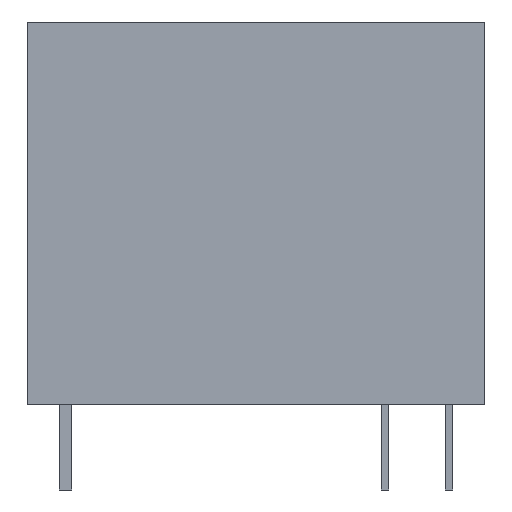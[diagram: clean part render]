
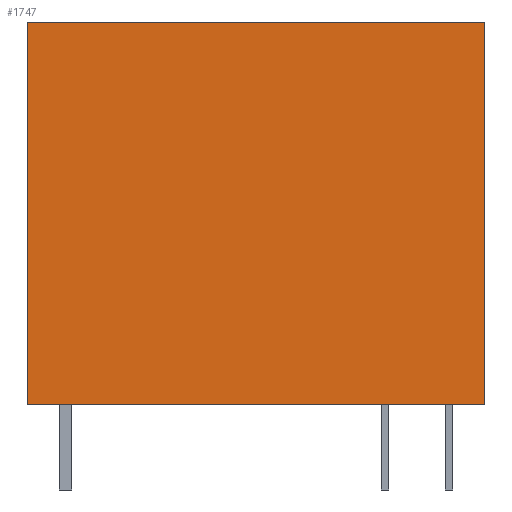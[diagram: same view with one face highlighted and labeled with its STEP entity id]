
A CAD part, front view. The second image highlights one B-rep face of the part: STEP entity #1747.
In plain terms, the highlighted planar face has unit normal (0, -1, 0).
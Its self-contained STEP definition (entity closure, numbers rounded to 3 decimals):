
#22 = ORIENTED_EDGE ( 'NONE', *, *, #2375, .F. ) ;
#324 = CARTESIAN_POINT ( 'NONE',  ( 9.1, -5.1, 14.8 ) ) ;
#330 = CARTESIAN_POINT ( 'NONE',  ( -9.1, -5.1, 14.8 ) ) ;
#1475 = VECTOR ( 'NONE', #13351, 1000. ) ;
#1747 = ADVANCED_FACE ( 'NONE', ( #13866 ), #7948, .F. ) ;
#1754 = VECTOR ( 'NONE', #13871, 1000. ) ;
#2375 = EDGE_CURVE ( 'NONE', #12549, #3036, #4022, .T. ) ;
#3024 = LINE ( 'NONE', #8712, #1475 ) ;
#3036 = VERTEX_POINT ( 'NONE', #3269 ) ;
#3269 = CARTESIAN_POINT ( 'NONE',  ( 9.1, -5.1, -0.4 ) ) ;
#3541 = DIRECTION ( 'NONE',  ( 0., 1., 0. ) ) ;
#3611 = CARTESIAN_POINT ( 'NONE',  ( -9.1, -5.1, 14.8 ) ) ;
#4022 = LINE ( 'NONE', #324, #5840 ) ;
#4616 = CARTESIAN_POINT ( 'NONE',  ( -9.1, -5.1, -0.4 ) ) ;
#4820 = LINE ( 'NONE', #11677, #1754 ) ;
#4850 = ORIENTED_EDGE ( 'NONE', *, *, #11886, .T. ) ;
#5697 = VERTEX_POINT ( 'NONE', #4616 ) ;
#5735 = CARTESIAN_POINT ( 'NONE',  ( -9.1, -5.1, 14.8 ) ) ;
#5840 = VECTOR ( 'NONE', #14339, 1000. ) ;
#6450 = ORIENTED_EDGE ( 'NONE', *, *, #11650, .F. ) ;
#7948 = PLANE ( 'NONE',  #8040 ) ;
#8040 = AXIS2_PLACEMENT_3D ( 'NONE', #3611, #3541, #10249 ) ;
#8312 = ORIENTED_EDGE ( 'NONE', *, *, #12839, .F. ) ;
#8712 = CARTESIAN_POINT ( 'NONE',  ( 9.1, -5.1, -0.4 ) ) ;
#8907 = CARTESIAN_POINT ( 'NONE',  ( 9.1, -5.1, 14.8 ) ) ;
#10249 = DIRECTION ( 'NONE',  ( 0., 0., 1. ) ) ;
#10570 = DIRECTION ( 'NONE',  ( 1., 0., 0. ) ) ;
#11560 = EDGE_LOOP ( 'NONE', ( #4850, #6450, #22, #8312 ) ) ;
#11650 = EDGE_CURVE ( 'NONE', #3036, #5697, #3024, .T. ) ;
#11677 = CARTESIAN_POINT ( 'NONE',  ( -9.1, -5.1, 14.8 ) ) ;
#11854 = LINE ( 'NONE', #330, #13406 ) ;
#11886 = EDGE_CURVE ( 'NONE', #12307, #5697, #4820, .T. ) ;
#12307 = VERTEX_POINT ( 'NONE', #5735 ) ;
#12549 = VERTEX_POINT ( 'NONE', #8907 ) ;
#12839 = EDGE_CURVE ( 'NONE', #12307, #12549, #11854, .T. ) ;
#13351 = DIRECTION ( 'NONE',  ( -1., 0., 0. ) ) ;
#13406 = VECTOR ( 'NONE', #10570, 1000. ) ;
#13866 = FACE_OUTER_BOUND ( 'NONE', #11560, .T. ) ;
#13871 = DIRECTION ( 'NONE',  ( 0., 0., -1. ) ) ;
#14339 = DIRECTION ( 'NONE',  ( 0., 0., -1. ) ) ;
